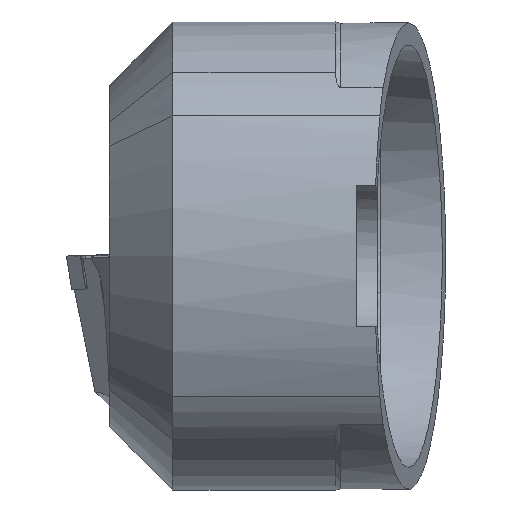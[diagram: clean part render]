
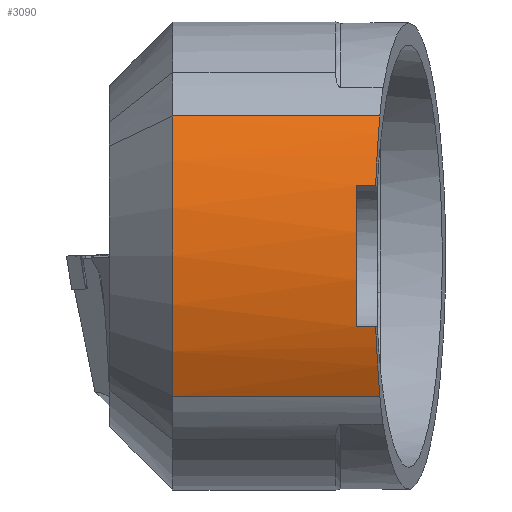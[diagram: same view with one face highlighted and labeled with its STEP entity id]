
A CAD part, front view. The second image highlights one B-rep face of the part: STEP entity #3090.
In plain terms, the highlighted cylindrical face has radius 20.9 mm (diameter 41.8 mm), a partial arc.
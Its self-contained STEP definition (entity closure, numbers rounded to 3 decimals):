
#90 = CARTESIAN_POINT ( 'NONE',  ( -0.122, -14.793, -5. ) ) ;
#118 = CIRCLE ( 'NONE', #1583, 20.9 ) ;
#157 = EDGE_CURVE ( 'NONE', #2579, #2408, #472, .T. ) ;
#167 = EDGE_CURVE ( 'NONE', #3763, #2408, #1515, .T. ) ;
#180 = CARTESIAN_POINT ( 'NONE',  ( -1.5, -14.793, -5. ) ) ;
#212 = FACE_OUTER_BOUND ( 'NONE', #2346, .T. ) ;
#354 = CARTESIAN_POINT ( 'NONE',  ( -0.055, -14.369, -6.72 ) ) ;
#382 = CARTESIAN_POINT ( 'NONE',  ( -22., -14.793, -5. ) ) ;
#398 = DIRECTION ( 'NONE',  ( -1., 0., 0. ) ) ;
#472 = LINE ( 'NONE', #3617, #1414 ) ;
#511 = VERTEX_POINT ( 'NONE', #180 ) ;
#536 = VECTOR ( 'NONE', #962, 1000. ) ;
#570 = VERTEX_POINT ( 'NONE', #2074 ) ;
#640 = ORIENTED_EDGE ( 'NONE', *, *, #157, .F. ) ;
#717 = EDGE_CURVE ( 'NONE', #570, #3436, #3080, .T. ) ;
#803 = CARTESIAN_POINT ( 'NONE',  ( -0.122, -14.793, 5. ) ) ;
#828 = DIRECTION ( 'NONE',  ( 1., 0., 0. ) ) ;
#871 = LINE ( 'NONE', #2496, #3874 ) ;
#947 = ORIENTED_EDGE ( 'NONE', *, *, #2437, .T. ) ;
#962 = DIRECTION ( 'NONE',  ( 1., 0., 0. ) ) ;
#1089 = ORIENTED_EDGE ( 'NONE', *, *, #3801, .F. ) ;
#1221 = DIRECTION ( 'NONE',  ( 1., 0., 0. ) ) ;
#1309 = ORIENTED_EDGE ( 'NONE', *, *, #1495, .F. ) ;
#1414 = VECTOR ( 'NONE', #3066, 1000. ) ;
#1416 = DIRECTION ( 'NONE',  ( 0., 0., -1. ) ) ;
#1495 = EDGE_CURVE ( 'NONE', #3171, #511, #2107, .T. ) ;
#1515 =( BOUNDED_CURVE ( )  B_SPLINE_CURVE ( 3, ( #3338, #3325, #2745, #2150 ),
 .UNSPECIFIED., .F., .T. ) 
 B_SPLINE_CURVE_WITH_KNOTS ( ( 4, 4 ),
 ( 3.383, 3.637 ),
 .UNSPECIFIED. ) 
 CURVE ( )  GEOMETRIC_REPRESENTATION_ITEM ( )  RATIONAL_B_SPLINE_CURVE ( ( 1., 0.995, 0.995, 1. ) ) 
 REPRESENTATION_ITEM ( '' )  );
#1583 = AXIS2_PLACEMENT_3D ( 'NONE', #1783, #2678, #2364 ) ;
#1605 = CARTESIAN_POINT ( 'NONE',  ( -22., 5.5, 0. ) ) ;
#1665 = EDGE_CURVE ( 'NONE', #3436, #511, #3099, .T. ) ;
#1783 = CARTESIAN_POINT ( 'NONE',  ( -14.5, 5.5, 0. ) ) ;
#1842 = VERTEX_POINT ( 'NONE', #3890 ) ;
#1920 = DIRECTION ( 'NONE',  ( 0., 0., -1. ) ) ;
#2011 = CARTESIAN_POINT ( 'NONE',  ( -1.5, -14.793, 5. ) ) ;
#2074 = CARTESIAN_POINT ( 'NONE',  ( 0.18, -12.89, -9.931 ) ) ;
#2107 = CIRCLE ( 'NONE', #3308, 20.9 ) ;
#2150 = CARTESIAN_POINT ( 'NONE',  ( 0.18, -12.89, 9.931 ) ) ;
#2153 = CARTESIAN_POINT ( 'NONE',  ( -22., -12.89, -9.931 ) ) ;
#2171 = ORIENTED_EDGE ( 'NONE', *, *, #1665, .T. ) ;
#2346 = EDGE_LOOP ( 'NONE', ( #640, #1089, #2418, #3369, #2171, #1309, #947, #3136 ) ) ;
#2364 = DIRECTION ( 'NONE',  ( 0., -1., 0. ) ) ;
#2395 = CARTESIAN_POINT ( 'NONE',  ( -0.122, -14.793, -5. ) ) ;
#2408 = VERTEX_POINT ( 'NONE', #3372 ) ;
#2418 = ORIENTED_EDGE ( 'NONE', *, *, #3453, .T. ) ;
#2437 = EDGE_CURVE ( 'NONE', #3171, #3763, #871, .T. ) ;
#2496 = CARTESIAN_POINT ( 'NONE',  ( -22., -14.793, 5. ) ) ;
#2579 = VERTEX_POINT ( 'NONE', #3758 ) ;
#2646 = CARTESIAN_POINT ( 'NONE',  ( -1.5, 5.5, 0. ) ) ;
#2678 = DIRECTION ( 'NONE',  ( -1., 0., 0. ) ) ;
#2745 = CARTESIAN_POINT ( 'NONE',  ( 0.046, -13.732, 8.372 ) ) ;
#3066 = DIRECTION ( 'NONE',  ( 1., 0., 0. ) ) ;
#3080 =( BOUNDED_CURVE ( )  B_SPLINE_CURVE ( 3, ( #3434, #3138, #354, #90 ),
 .UNSPECIFIED., .F., .T. ) 
 B_SPLINE_CURVE_WITH_KNOTS ( ( 4, 4 ),
 ( 2.646, 2.9 ),
 .UNSPECIFIED. ) 
 CURVE ( )  GEOMETRIC_REPRESENTATION_ITEM ( )  RATIONAL_B_SPLINE_CURVE ( ( 1., 0.995, 0.995, 1. ) ) 
 REPRESENTATION_ITEM ( '' )  );
#3090 = ADVANCED_FACE ( 'NONE', ( #212 ), #3734, .T. ) ;
#3099 = LINE ( 'NONE', #382, #3510 ) ;
#3136 = ORIENTED_EDGE ( 'NONE', *, *, #167, .T. ) ;
#3138 = CARTESIAN_POINT ( 'NONE',  ( 0.046, -13.732, -8.372 ) ) ;
#3171 = VERTEX_POINT ( 'NONE', #2011 ) ;
#3308 = AXIS2_PLACEMENT_3D ( 'NONE', #2646, #828, #1416 ) ;
#3325 = CARTESIAN_POINT ( 'NONE',  ( -0.055, -14.369, 6.72 ) ) ;
#3338 = CARTESIAN_POINT ( 'NONE',  ( -0.122, -14.793, 5. ) ) ;
#3369 = ORIENTED_EDGE ( 'NONE', *, *, #717, .T. ) ;
#3372 = CARTESIAN_POINT ( 'NONE',  ( 0.18, -12.89, 9.931 ) ) ;
#3434 = CARTESIAN_POINT ( 'NONE',  ( 0.18, -12.89, -9.931 ) ) ;
#3436 = VERTEX_POINT ( 'NONE', #2395 ) ;
#3453 = EDGE_CURVE ( 'NONE', #1842, #570, #3869, .T. ) ;
#3510 = VECTOR ( 'NONE', #398, 1000. ) ;
#3516 = AXIS2_PLACEMENT_3D ( 'NONE', #1605, #3764, #1920 ) ;
#3617 = CARTESIAN_POINT ( 'NONE',  ( -22., -12.89, 9.931 ) ) ;
#3734 = CYLINDRICAL_SURFACE ( 'NONE', #3516, 20.9 ) ;
#3758 = CARTESIAN_POINT ( 'NONE',  ( -14.5, -12.89, 9.931 ) ) ;
#3763 = VERTEX_POINT ( 'NONE', #803 ) ;
#3764 = DIRECTION ( 'NONE',  ( 1., 0., 0. ) ) ;
#3801 = EDGE_CURVE ( 'NONE', #1842, #2579, #118, .T. ) ;
#3869 = LINE ( 'NONE', #2153, #536 ) ;
#3874 = VECTOR ( 'NONE', #1221, 1000. ) ;
#3890 = CARTESIAN_POINT ( 'NONE',  ( -14.5, -12.89, -9.931 ) ) ;
